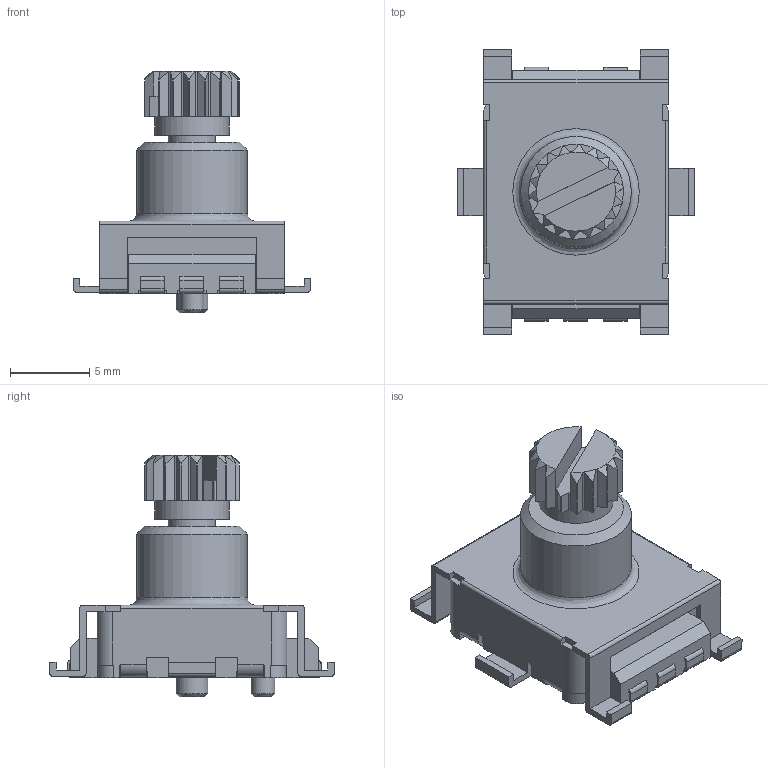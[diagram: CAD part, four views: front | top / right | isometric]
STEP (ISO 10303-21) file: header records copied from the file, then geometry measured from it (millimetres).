
FILE_DESCRIPTION((''),'2;1');
FILE_NAME('DC11L1521538-BCC.stp','2012-09-06T17:39:49',('ka99036'),(''),'Autodesk Inventor 2010','Autodesk Inventor 2010','');
FILE_SCHEMA(('AUTOMOTIVE_DESIGN { 1 0 10303 214 1 1 1 1 }'));
Length unit declared in the file: millimetre
Products named in the file (1): DC11L1521538-BCC
Bounding box: 15 x 18 x 15.3 mm (x, y, z)
Volume: 753 mm3; surface area: 1813.8 mm2
Topology: 10 solids, 10 shells, 773 faces, 2120 edges, 1378 vertices
Faces by surface type: plane 487, cylinder 239, bspline 31, cone 12, torus 4
Full cylindrical faces by diameter (mm): 0.5 x3, 0.8 x4, 0.9 x3, 1 x11, 1.1 x4, 1.5 x2, 2 x1, 2.99 x1, 3 x1, 4.7 x1, 5.5 x1, 7 x1
Entity records: 26907 total; most frequent: CARTESIAN_POINT 6793, ORIENTED_EDGE 4130, DIRECTION 3965, EDGE_CURVE 2065, VECTOR 1439, LINE 1439, VERTEX_POINT 1372, AXIS2_PLACEMENT_3D 1263
